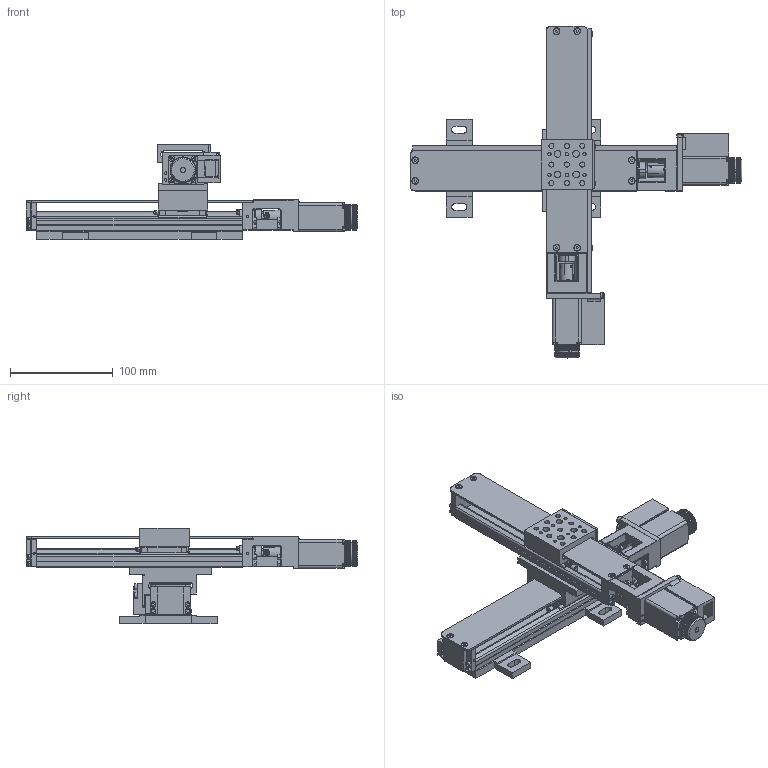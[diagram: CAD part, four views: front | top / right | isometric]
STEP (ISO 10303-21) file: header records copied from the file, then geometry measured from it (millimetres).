
FILE_DESCRIPTION(/* description */ (''),/* implementation_level */ '2;1');
FILE_NAME(/* name */ '03_TS136-SM2-XY1',/* time_stamp */ '2025-05-26T16:41:21+03:00',/* author */ (''),/* organization */ (''),/* preprocessor_version */ 'ST-DEVELOPER v16.5',/* originating_system */ 'Rhino 7.34',/* authorisation */ '');
FILE_SCHEMA (('AUTOMOTIVE_DESIGN'));
Products named in the file (1): Document
Bounding box: 322.3 x 322.3 x 93 mm (x, y, z)
Volume: 596408.3 mm3; surface area: 259353.8 mm2
Topology: 1 solids, 9 shells, 4415 faces, 12830 edges, 8488 vertices
Faces by surface type: plane 2747, cylinder 1296, bspline 372
Entity records: 145316 total; most frequent: CARTESIAN_POINT 63792, ORIENTED_EDGE 25492, EDGE_CURVE 12762, B_SPLINE_CURVE_WITH_KNOTS 8600, VERTEX_POINT 8488, EDGE_LOOP 4792, ADVANCED_FACE 4415, FACE_OUTER_BOUND 4415
